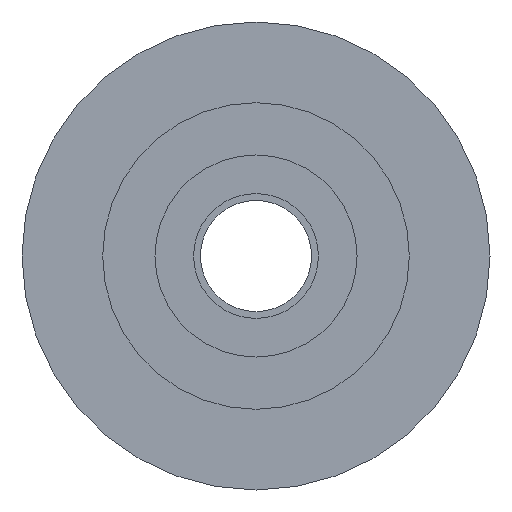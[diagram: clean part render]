
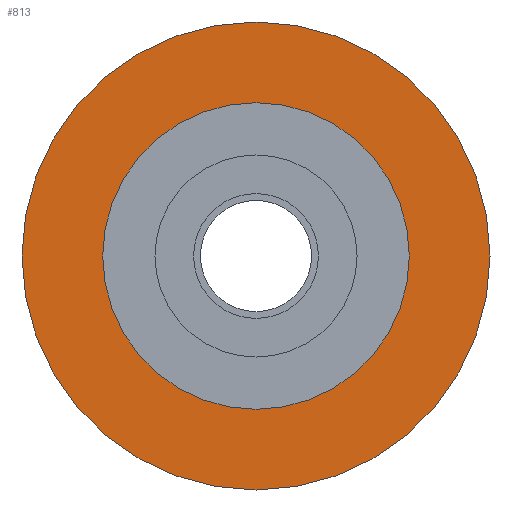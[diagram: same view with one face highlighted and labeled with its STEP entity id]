
A CAD part, front view. The second image highlights one B-rep face of the part: STEP entity #813.
In plain terms, the highlighted planar face has unit normal (0, -1, 0).
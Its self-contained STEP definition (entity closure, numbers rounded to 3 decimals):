
#77=FACE_BOUND('',#200,.T.);
#87=PLANE('',#955);
#139=FACE_OUTER_BOUND('',#199,.T.);
#199=EDGE_LOOP('',(#581,#582));
#200=EDGE_LOOP('',(#583,#584));
#311=CIRCLE('',#943,20.);
#312=CIRCLE('',#944,20.);
#317=CIRCLE('',#953,13.1);
#318=CIRCLE('',#954,13.1);
#361=VERTEX_POINT('',#1311);
#362=VERTEX_POINT('',#1313);
#367=VERTEX_POINT('',#1329);
#368=VERTEX_POINT('',#1331);
#437=EDGE_CURVE('',#361,#362,#311,.T.);
#438=EDGE_CURVE('',#362,#361,#312,.T.);
#445=EDGE_CURVE('',#368,#367,#317,.T.);
#446=EDGE_CURVE('',#367,#368,#318,.T.);
#581=ORIENTED_EDGE('',*,*,#438,.F.);
#582=ORIENTED_EDGE('',*,*,#437,.F.);
#583=ORIENTED_EDGE('',*,*,#445,.T.);
#584=ORIENTED_EDGE('',*,*,#446,.T.);
#813=ADVANCED_FACE('',(#139,#77),#87,.T.);
#943=AXIS2_PLACEMENT_3D('',#1314,#1066,#1067);
#944=AXIS2_PLACEMENT_3D('',#1315,#1068,#1069);
#953=AXIS2_PLACEMENT_3D('',#1332,#1088,#1089);
#954=AXIS2_PLACEMENT_3D('',#1333,#1090,#1091);
#955=AXIS2_PLACEMENT_3D('',#1334,#1092,#1093);
#1066=DIRECTION('center_axis',(0.,1.,0.));
#1067=DIRECTION('ref_axis',(1.,0.,0.));
#1068=DIRECTION('center_axis',(0.,1.,0.));
#1069=DIRECTION('ref_axis',(1.,0.,0.));
#1088=DIRECTION('center_axis',(0.,1.,0.));
#1089=DIRECTION('ref_axis',(1.,0.,0.));
#1090=DIRECTION('center_axis',(0.,1.,0.));
#1091=DIRECTION('ref_axis',(1.,0.,0.));
#1092=DIRECTION('center_axis',(0.,-1.,0.));
#1093=DIRECTION('ref_axis',(0.,0.,-1.));
#1311=CARTESIAN_POINT('',(20.,0.,0.));
#1313=CARTESIAN_POINT('',(-20.,0.,0.));
#1314=CARTESIAN_POINT('Origin',(0.,0.,0.));
#1315=CARTESIAN_POINT('Origin',(0.,0.,0.));
#1329=CARTESIAN_POINT('',(13.1,0.,0.));
#1331=CARTESIAN_POINT('',(-13.1,0.,0.));
#1332=CARTESIAN_POINT('Origin',(0.,0.,0.));
#1333=CARTESIAN_POINT('Origin',(0.,0.,0.));
#1334=CARTESIAN_POINT('Origin',(-20.,0.,0.));
